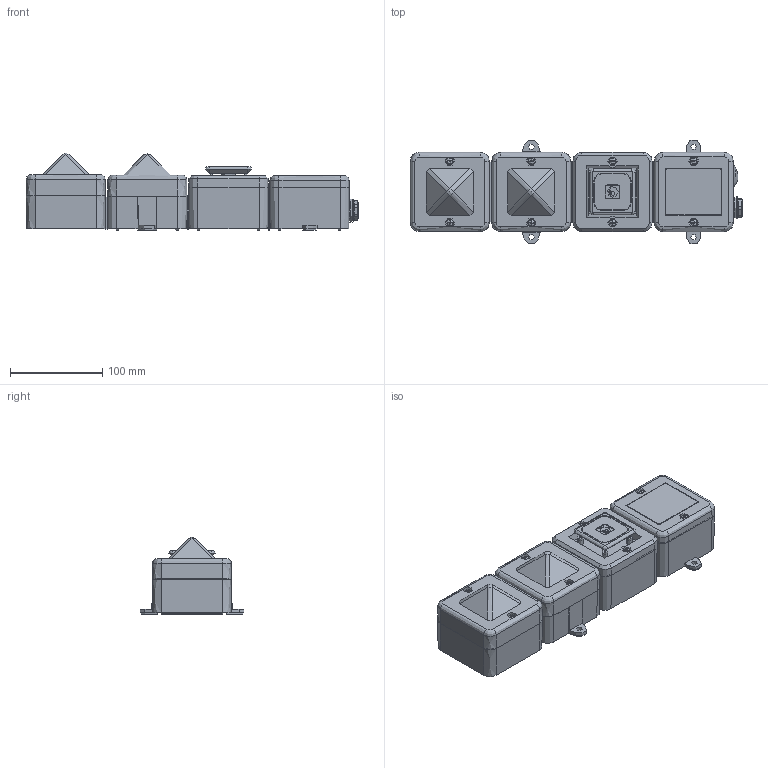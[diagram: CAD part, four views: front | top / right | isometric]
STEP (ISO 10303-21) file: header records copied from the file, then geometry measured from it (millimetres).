
FILE_DESCRIPTION (( 'STEP AP214' ), '1' );
FILE_NAME ('SK0211-STA2-3D_Issue_A.STEP', '2014-12-02T15:01:06', ( '' ), ( '' ), 'SwSTEP 2.0', 'SolidWorks 2014', '' );
FILE_SCHEMA (( 'AUTOMOTIVE_DESIGN' ));
Length unit declared in the file: millimetre
Products named in the file (75): D171-99-x0x; SCSSST6X34P_111; D0106; SCSSST4X14P; Fibre washer; SK0211-STA2-3D_Issue_A; SCSSST6X34P; SK0265-3D_Issue_A; D151-50-002-3D_Issue_A; D0620-004-BASIC; M20 Stopping gland thru; D0620-002_BASIC; D0114-3D_Issue_B; D0606-3D_Issue_A; D171-10-001_2 way; D1501; BG20PVC; Rubber Seal; D171-10-001; D151-50-001-3D_Issue_A; D0511-3D_Issue_B; D0108-3D_Issue_E; D151-50-002-3D_Issue_A_db042; L101 Lens; D0620-3D_Issue_B; D0515-3D_Issue_B; D0511-3D_Issue_B_L101 UL LAST; PCLIP50; D0108-3D_Issue_E_A100 UL; SCSSST6X14P_111; D0620-3D_Issue_B_SONORA UL FOR D171; D0515-3D_Issue_B_as junction box in D171; SCSSST6X14P; SCSSST4X14P_111
Assembly tree (69 placements, depth 3):
  D171-99-x0x
  D0106
  D0106
  SK0211-STA2-3D_Issue_A
    SCSSST6X34P
    SCSSST6X14P
    SCSSST6X34P
    SCSSST4X14P
    SCSSST6X34P
    D171-10-001
      D151-50-001-3D_Issue_A
      D151-50-002-3D_Issue_A
      M20 Stopping gland thru
      M20 Stopping gland thru
      M20 Stopping gland thru
      D151-50-002-3D_Issue_A
      D151-50-002-3D_Issue_A
      D151-50-002-3D_Issue_A
    SCSSST6X34P
    SCSSST6X34P
    SCSSST6X34P
    SCSSST6X34P
    SCSSST6X34P
  Fibre washer
Bounding box: 360.35 x 112.5 x 84.23 mm (x, y, z)
Volume: 469624.5 mm3; surface area: 352511.5 mm2
Topology: 52 solids, 52 shells, 2803 faces, 8001 edges, 5448 vertices
Faces by surface type: cylinder 972, plane 821, cone 448, bspline 287, torus 248, sphere 27
Entity records: 78500 total; most frequent: CARTESIAN_POINT 34378, ORIENTED_EDGE 9246, DIRECTION 8412, EDGE_CURVE 4623, AXIS2_PLACEMENT_3D 3335, VERTEX_POINT 3106, EDGE_LOOP 1979, LINE 1742
